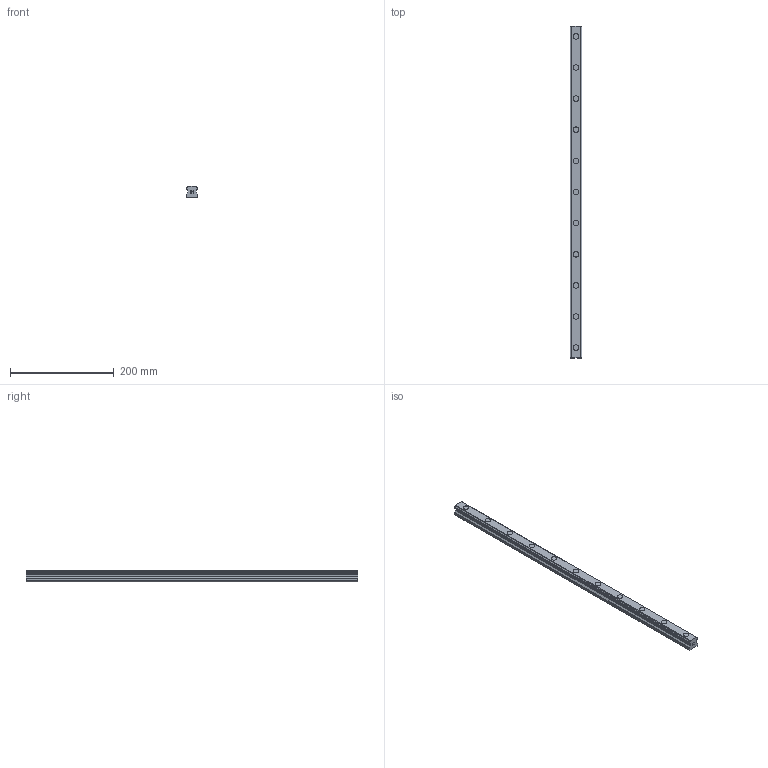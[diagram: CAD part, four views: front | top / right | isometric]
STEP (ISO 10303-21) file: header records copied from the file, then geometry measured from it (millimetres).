
FILE_DESCRIPTION(('STEP AP214'),'1');
FILE_NAME('cctmp_7067EAE0-A79E-4D2C-A28A-5EC089C263C7_2020_5_28_10_38_44_96..stp','2020-05-28T08:38:44',('HIWIN GmbH'),('CADClick - www.CADClick.com'),'Spatial InterOp 3D',' ','unknown authorization');
FILE_SCHEMA(('AUTOMOTIVE_DESIGN'));
Length unit declared in the file: millimetre
Products named in the file (1): HGR25R640H_FILE
Bounding box: 23 x 640 x 22 mm (x, y, z)
Volume: 265651.9 mm3; surface area: 66652.8 mm2
Topology: 1 solids, 1 shells, 243 faces, 645 edges, 430 vertices
Faces by surface type: plane 155, cylinder 88
Entity records: 9611 total; most frequent: DIRECTION 1397, CARTESIAN_POINT 1319, ORIENTED_EDGE 1290, EDGE_CURVE 645, AXIS2_PLACEMENT_3D 508, VERTEX_POINT 430, LINE 381, VECTOR 381
